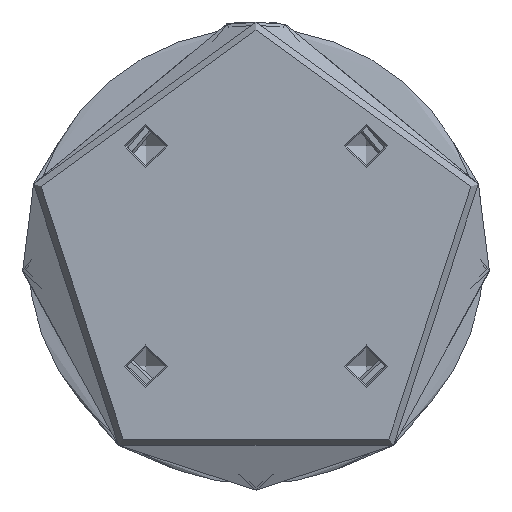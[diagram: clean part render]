
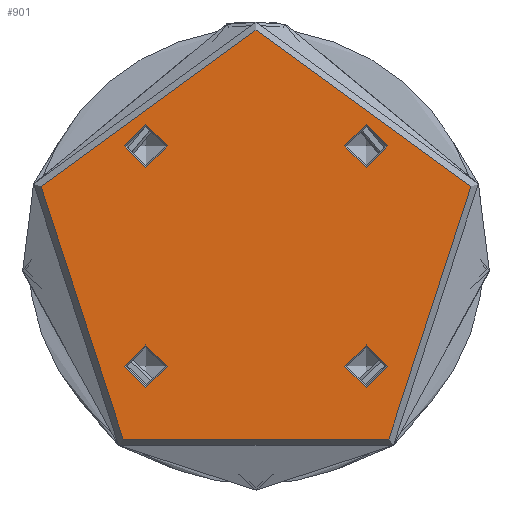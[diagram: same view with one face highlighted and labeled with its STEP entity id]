
A CAD part, front view. The second image highlights one B-rep face of the part: STEP entity #901.
In plain terms, the highlighted face is planar.
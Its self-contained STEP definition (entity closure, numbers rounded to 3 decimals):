
#67 = CIRCLE ( 'NONE', #4035, 5.5 ) ;
#77 = CIRCLE ( 'NONE', #2552, 5.5 ) ;
#117 = CIRCLE ( 'NONE', #3834, 58. ) ;
#127 = DIRECTION ( 'NONE',  ( 1., 0., 0. ) ) ;
#375 = DIRECTION ( 'NONE',  ( 0., 0., 1. ) ) ;
#420 = EDGE_CURVE ( 'NONE', #1343, #1343, #77, .T. ) ;
#512 = EDGE_CURVE ( 'NONE', #3512, #3512, #67, .T. ) ;
#513 = ORIENTED_EDGE ( 'NONE', *, *, #512, .F. ) ;
#810 = AXIS2_PLACEMENT_3D ( 'NONE', #6523, #3406, #127 ) ;
#901 = ADVANCED_FACE ( 'NONE', ( #5099, #1395, #2073, #3466, #3560 ), #5650, .F. ) ;
#1343 = VERTEX_POINT ( 'NONE', #4454 ) ;
#1362 = ORIENTED_EDGE ( 'NONE', *, *, #420, .F. ) ;
#1395 = FACE_BOUND ( 'NONE', #3515, .T. ) ;
#1785 = CARTESIAN_POINT ( 'NONE',  ( -33.784, 28.284, 0. ) ) ;
#1861 = EDGE_LOOP ( 'NONE', ( #513 ) ) ;
#1899 = CARTESIAN_POINT ( 'NONE',  ( 0., 0., 0. ) ) ;
#2009 = AXIS2_PLACEMENT_3D ( 'NONE', #1899, #6151, #3003 ) ;
#2033 = ORIENTED_EDGE ( 'NONE', *, *, #5117, .T. ) ;
#2073 = FACE_BOUND ( 'NONE', #3943, .T. ) ;
#2286 = CARTESIAN_POINT ( 'NONE',  ( -28.284, 28.284, 0. ) ) ;
#2301 = CARTESIAN_POINT ( 'NONE',  ( 33.784, 28.284, 0. ) ) ;
#2347 = CARTESIAN_POINT ( 'NONE',  ( 33.784, -28.284, 0. ) ) ;
#2467 = EDGE_CURVE ( 'NONE', #6515, #6515, #5521, .T. ) ;
#2552 = AXIS2_PLACEMENT_3D ( 'NONE', #2592, #6293, #3142 ) ;
#2592 = CARTESIAN_POINT ( 'NONE',  ( -28.284, -28.284, 0. ) ) ;
#2848 = DIRECTION ( 'NONE',  ( -1., 0., 0. ) ) ;
#3003 = DIRECTION ( 'NONE',  ( -1., 0., 0. ) ) ;
#3142 = DIRECTION ( 'NONE',  ( -1., 0., 0. ) ) ;
#3156 = AXIS2_PLACEMENT_3D ( 'NONE', #2286, #6006, #2848 ) ;
#3176 = DIRECTION ( 'NONE',  ( 0., 0., 1. ) ) ;
#3208 = EDGE_LOOP ( 'NONE', ( #3865 ) ) ;
#3406 = DIRECTION ( 'NONE',  ( 0., 0., -1. ) ) ;
#3466 = FACE_BOUND ( 'NONE', #1861, .T. ) ;
#3512 = VERTEX_POINT ( 'NONE', #2301 ) ;
#3515 = EDGE_LOOP ( 'NONE', ( #2033 ) ) ;
#3560 = FACE_OUTER_BOUND ( 'NONE', #3208, .T. ) ;
#3663 = CARTESIAN_POINT ( 'NONE',  ( 0., 0., 0. ) ) ;
#3834 = AXIS2_PLACEMENT_3D ( 'NONE', #3663, #375, #4189 ) ;
#3865 = ORIENTED_EDGE ( 'NONE', *, *, #5562, .T. ) ;
#3943 = EDGE_LOOP ( 'NONE', ( #4333 ) ) ;
#4022 = CARTESIAN_POINT ( 'NONE',  ( 58., 0., 0. ) ) ;
#4035 = AXIS2_PLACEMENT_3D ( 'NONE', #6313, #3176, #6837 ) ;
#4189 = DIRECTION ( 'NONE',  ( 1., 0., 0. ) ) ;
#4333 = ORIENTED_EDGE ( 'NONE', *, *, #2467, .T. ) ;
#4454 = CARTESIAN_POINT ( 'NONE',  ( -33.784, -28.284, 0. ) ) ;
#4730 = VERTEX_POINT ( 'NONE', #2347 ) ;
#4746 = EDGE_LOOP ( 'NONE', ( #1362 ) ) ;
#5099 = FACE_BOUND ( 'NONE', #4746, .T. ) ;
#5117 = EDGE_CURVE ( 'NONE', #4730, #4730, #6388, .T. ) ;
#5521 = CIRCLE ( 'NONE', #3156, 5.5 ) ;
#5562 = EDGE_CURVE ( 'NONE', #6578, #6578, #117, .T. ) ;
#5650 = PLANE ( 'NONE',  #2009 ) ;
#6006 = DIRECTION ( 'NONE',  ( 0., 0., -1. ) ) ;
#6151 = DIRECTION ( 'NONE',  ( 0., 0., -1. ) ) ;
#6293 = DIRECTION ( 'NONE',  ( 0., 0., 1. ) ) ;
#6313 = CARTESIAN_POINT ( 'NONE',  ( 28.284, 28.284, 0. ) ) ;
#6388 = CIRCLE ( 'NONE', #810, 5.5 ) ;
#6515 = VERTEX_POINT ( 'NONE', #1785 ) ;
#6523 = CARTESIAN_POINT ( 'NONE',  ( 28.284, -28.284, 0. ) ) ;
#6578 = VERTEX_POINT ( 'NONE', #4022 ) ;
#6837 = DIRECTION ( 'NONE',  ( 1., 0., 0. ) ) ;
